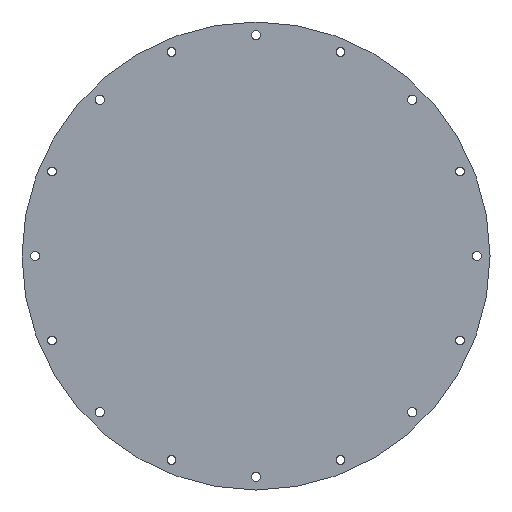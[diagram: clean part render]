
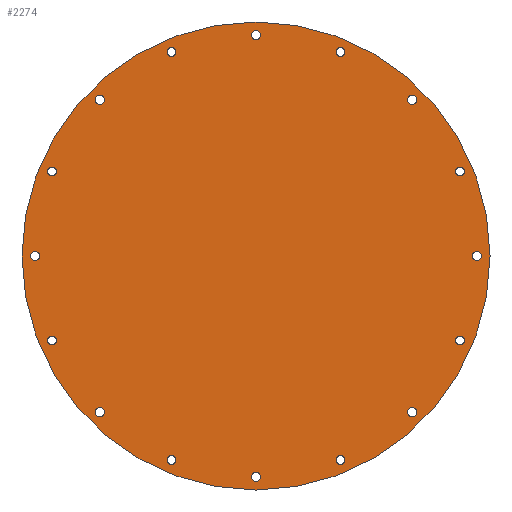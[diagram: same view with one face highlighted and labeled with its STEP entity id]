
A CAD part, front view. The second image highlights one B-rep face of the part: STEP entity #2274.
In plain terms, the highlighted planar face has unit normal (0, -1, 0).
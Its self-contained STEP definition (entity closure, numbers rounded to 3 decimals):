
#185=FACE_BOUND('',#603,.T.);
#186=FACE_BOUND('',#604,.T.);
#187=FACE_BOUND('',#605,.T.);
#188=FACE_BOUND('',#606,.T.);
#189=FACE_BOUND('',#607,.T.);
#190=FACE_BOUND('',#608,.T.);
#191=FACE_BOUND('',#609,.T.);
#192=FACE_BOUND('',#610,.T.);
#193=FACE_BOUND('',#611,.T.);
#194=FACE_BOUND('',#612,.T.);
#195=FACE_BOUND('',#613,.T.);
#196=FACE_BOUND('',#614,.T.);
#197=FACE_BOUND('',#615,.T.);
#198=FACE_BOUND('',#616,.T.);
#199=FACE_BOUND('',#617,.T.);
#200=FACE_BOUND('',#618,.T.);
#239=PLANE('',#2650);
#362=FACE_OUTER_BOUND('',#602,.T.);
#602=EDGE_LOOP('',(#2029));
#603=EDGE_LOOP('',(#2030));
#604=EDGE_LOOP('',(#2031));
#605=EDGE_LOOP('',(#2032));
#606=EDGE_LOOP('',(#2033));
#607=EDGE_LOOP('',(#2034));
#608=EDGE_LOOP('',(#2035));
#609=EDGE_LOOP('',(#2036));
#610=EDGE_LOOP('',(#2037));
#611=EDGE_LOOP('',(#2038));
#612=EDGE_LOOP('',(#2039));
#613=EDGE_LOOP('',(#2040));
#614=EDGE_LOOP('',(#2041));
#615=EDGE_LOOP('',(#2042));
#616=EDGE_LOOP('',(#2043));
#617=EDGE_LOOP('',(#2044));
#618=EDGE_LOOP('',(#2045));
#989=CIRCLE('',#2603,1.7);
#991=CIRCLE('',#2606,1.7);
#993=CIRCLE('',#2609,1.7);
#995=CIRCLE('',#2612,1.7);
#997=CIRCLE('',#2615,1.7);
#999=CIRCLE('',#2618,1.7);
#1001=CIRCLE('',#2621,1.7);
#1003=CIRCLE('',#2624,1.7);
#1005=CIRCLE('',#2627,1.7);
#1007=CIRCLE('',#2630,1.7);
#1009=CIRCLE('',#2633,1.7);
#1011=CIRCLE('',#2636,1.7);
#1013=CIRCLE('',#2639,1.7);
#1015=CIRCLE('',#2642,1.7);
#1017=CIRCLE('',#2645,1.7);
#1019=CIRCLE('',#2648,1.7);
#1021=CIRCLE('',#2651,89.);
#1175=VERTEX_POINT('',#3907);
#1177=VERTEX_POINT('',#3913);
#1179=VERTEX_POINT('',#3919);
#1181=VERTEX_POINT('',#3925);
#1183=VERTEX_POINT('',#3931);
#1185=VERTEX_POINT('',#3937);
#1187=VERTEX_POINT('',#3943);
#1189=VERTEX_POINT('',#3949);
#1191=VERTEX_POINT('',#3955);
#1193=VERTEX_POINT('',#3961);
#1195=VERTEX_POINT('',#3967);
#1197=VERTEX_POINT('',#3973);
#1199=VERTEX_POINT('',#3979);
#1201=VERTEX_POINT('',#3985);
#1203=VERTEX_POINT('',#3991);
#1205=VERTEX_POINT('',#3997);
#1207=VERTEX_POINT('',#4003);
#1444=EDGE_CURVE('',#1175,#1175,#989,.T.);
#1447=EDGE_CURVE('',#1177,#1177,#991,.T.);
#1450=EDGE_CURVE('',#1179,#1179,#993,.T.);
#1453=EDGE_CURVE('',#1181,#1181,#995,.T.);
#1456=EDGE_CURVE('',#1183,#1183,#997,.T.);
#1459=EDGE_CURVE('',#1185,#1185,#999,.T.);
#1462=EDGE_CURVE('',#1187,#1187,#1001,.T.);
#1465=EDGE_CURVE('',#1189,#1189,#1003,.T.);
#1468=EDGE_CURVE('',#1191,#1191,#1005,.T.);
#1471=EDGE_CURVE('',#1193,#1193,#1007,.T.);
#1474=EDGE_CURVE('',#1195,#1195,#1009,.T.);
#1477=EDGE_CURVE('',#1197,#1197,#1011,.T.);
#1480=EDGE_CURVE('',#1199,#1199,#1013,.T.);
#1483=EDGE_CURVE('',#1201,#1201,#1015,.T.);
#1486=EDGE_CURVE('',#1203,#1203,#1017,.T.);
#1489=EDGE_CURVE('',#1205,#1205,#1019,.T.);
#1492=EDGE_CURVE('',#1207,#1207,#1021,.T.);
#2029=ORIENTED_EDGE('',*,*,#1492,.T.);
#2030=ORIENTED_EDGE('',*,*,#1489,.T.);
#2031=ORIENTED_EDGE('',*,*,#1486,.T.);
#2032=ORIENTED_EDGE('',*,*,#1483,.T.);
#2033=ORIENTED_EDGE('',*,*,#1480,.T.);
#2034=ORIENTED_EDGE('',*,*,#1477,.T.);
#2035=ORIENTED_EDGE('',*,*,#1474,.T.);
#2036=ORIENTED_EDGE('',*,*,#1471,.T.);
#2037=ORIENTED_EDGE('',*,*,#1468,.T.);
#2038=ORIENTED_EDGE('',*,*,#1465,.T.);
#2039=ORIENTED_EDGE('',*,*,#1462,.T.);
#2040=ORIENTED_EDGE('',*,*,#1459,.T.);
#2041=ORIENTED_EDGE('',*,*,#1456,.T.);
#2042=ORIENTED_EDGE('',*,*,#1453,.T.);
#2043=ORIENTED_EDGE('',*,*,#1450,.T.);
#2044=ORIENTED_EDGE('',*,*,#1447,.T.);
#2045=ORIENTED_EDGE('',*,*,#1444,.T.);
#2274=ADVANCED_FACE('',(#362,#185,#186,#187,#188,#189,#190,#191,#192,#193,
#194,#195,#196,#197,#198,#199,#200),#239,.T.);
#2603=AXIS2_PLACEMENT_3D('',#3908,#3274,#3275);
#2606=AXIS2_PLACEMENT_3D('',#3914,#3281,#3282);
#2609=AXIS2_PLACEMENT_3D('',#3920,#3288,#3289);
#2612=AXIS2_PLACEMENT_3D('',#3926,#3295,#3296);
#2615=AXIS2_PLACEMENT_3D('',#3932,#3302,#3303);
#2618=AXIS2_PLACEMENT_3D('',#3938,#3309,#3310);
#2621=AXIS2_PLACEMENT_3D('',#3944,#3316,#3317);
#2624=AXIS2_PLACEMENT_3D('',#3950,#3323,#3324);
#2627=AXIS2_PLACEMENT_3D('',#3956,#3330,#3331);
#2630=AXIS2_PLACEMENT_3D('',#3962,#3337,#3338);
#2633=AXIS2_PLACEMENT_3D('',#3968,#3344,#3345);
#2636=AXIS2_PLACEMENT_3D('',#3974,#3351,#3352);
#2639=AXIS2_PLACEMENT_3D('',#3980,#3358,#3359);
#2642=AXIS2_PLACEMENT_3D('',#3986,#3365,#3366);
#2645=AXIS2_PLACEMENT_3D('',#3992,#3372,#3373);
#2648=AXIS2_PLACEMENT_3D('',#3998,#3379,#3380);
#2650=AXIS2_PLACEMENT_3D('',#4002,#3384,#3385);
#2651=AXIS2_PLACEMENT_3D('',#4004,#3386,#3387);
#3274=DIRECTION('center_axis',(0.,1.,0.));
#3275=DIRECTION('ref_axis',(1.,0.,0.));
#3281=DIRECTION('center_axis',(0.,1.,0.));
#3282=DIRECTION('ref_axis',(1.,0.,0.));
#3288=DIRECTION('center_axis',(0.,1.,0.));
#3289=DIRECTION('ref_axis',(1.,0.,0.));
#3295=DIRECTION('center_axis',(0.,1.,0.));
#3296=DIRECTION('ref_axis',(1.,0.,0.));
#3302=DIRECTION('center_axis',(0.,1.,0.));
#3303=DIRECTION('ref_axis',(1.,0.,0.));
#3309=DIRECTION('center_axis',(0.,1.,0.));
#3310=DIRECTION('ref_axis',(1.,0.,0.));
#3316=DIRECTION('center_axis',(0.,1.,0.));
#3317=DIRECTION('ref_axis',(1.,0.,0.));
#3323=DIRECTION('center_axis',(0.,1.,0.));
#3324=DIRECTION('ref_axis',(1.,0.,0.));
#3330=DIRECTION('center_axis',(0.,1.,0.));
#3331=DIRECTION('ref_axis',(1.,0.,0.));
#3337=DIRECTION('center_axis',(0.,1.,0.));
#3338=DIRECTION('ref_axis',(1.,0.,0.));
#3344=DIRECTION('center_axis',(0.,1.,0.));
#3345=DIRECTION('ref_axis',(1.,0.,0.));
#3351=DIRECTION('center_axis',(0.,1.,0.));
#3352=DIRECTION('ref_axis',(1.,0.,0.));
#3358=DIRECTION('center_axis',(0.,1.,0.));
#3359=DIRECTION('ref_axis',(1.,0.,0.));
#3365=DIRECTION('center_axis',(0.,1.,0.));
#3366=DIRECTION('ref_axis',(1.,0.,0.));
#3372=DIRECTION('center_axis',(0.,1.,0.));
#3373=DIRECTION('ref_axis',(1.,0.,0.));
#3379=DIRECTION('center_axis',(0.,1.,0.));
#3380=DIRECTION('ref_axis',(1.,0.,0.));
#3384=DIRECTION('center_axis',(0.,-1.,0.));
#3385=DIRECTION('ref_axis',(0.,0.,-1.));
#3386=DIRECTION('center_axis',(0.,-1.,0.));
#3387=DIRECTION('ref_axis',(1.,0.,0.));
#3907=CARTESIAN_POINT('',(57.697,-14.,59.397));
#3908=CARTESIAN_POINT('Origin',(59.397,-14.,59.397));
#3913=CARTESIAN_POINT('',(30.445,-14.,-77.606));
#3914=CARTESIAN_POINT('Origin',(32.145,-14.,-77.606));
#3919=CARTESIAN_POINT('',(57.697,-14.,-59.397));
#3920=CARTESIAN_POINT('Origin',(59.397,-14.,-59.397));
#3925=CARTESIAN_POINT('',(75.906,-14.,32.145));
#3926=CARTESIAN_POINT('Origin',(77.606,-14.,32.145));
#3931=CARTESIAN_POINT('',(-85.7,-14.,0.));
#3932=CARTESIAN_POINT('Origin',(-84.,-14.,0.));
#3937=CARTESIAN_POINT('',(-79.306,-14.,-32.145));
#3938=CARTESIAN_POINT('Origin',(-77.606,-14.,-32.145));
#3943=CARTESIAN_POINT('',(-79.306,-14.,32.145));
#3944=CARTESIAN_POINT('Origin',(-77.606,-14.,32.145));
#3949=CARTESIAN_POINT('',(-33.845,-14.,-77.606));
#3950=CARTESIAN_POINT('Origin',(-32.145,-14.,-77.606));
#3955=CARTESIAN_POINT('',(-61.097,-14.,-59.397));
#3956=CARTESIAN_POINT('Origin',(-59.397,-14.,-59.397));
#3961=CARTESIAN_POINT('',(75.906,-14.,-32.145));
#3962=CARTESIAN_POINT('Origin',(77.606,-14.,-32.145));
#3967=CARTESIAN_POINT('',(-1.7,-14.,-84.));
#3968=CARTESIAN_POINT('Origin',(0.,-14.,-84.));
#3973=CARTESIAN_POINT('',(-61.097,-14.,59.397));
#3974=CARTESIAN_POINT('Origin',(-59.397,-14.,59.397));
#3979=CARTESIAN_POINT('',(-1.7,-14.,84.));
#3980=CARTESIAN_POINT('Origin',(0.,-14.,84.));
#3985=CARTESIAN_POINT('',(30.445,-14.,77.606));
#3986=CARTESIAN_POINT('Origin',(32.145,-14.,77.606));
#3991=CARTESIAN_POINT('',(82.3,-14.,0.));
#3992=CARTESIAN_POINT('Origin',(84.,-14.,0.));
#3997=CARTESIAN_POINT('',(-33.845,-14.,77.606));
#3998=CARTESIAN_POINT('Origin',(-32.145,-14.,77.606));
#4002=CARTESIAN_POINT('Origin',(0.,-14.,0.));
#4003=CARTESIAN_POINT('',(-89.,-14.,0.));
#4004=CARTESIAN_POINT('Origin',(0.,-14.,0.));
